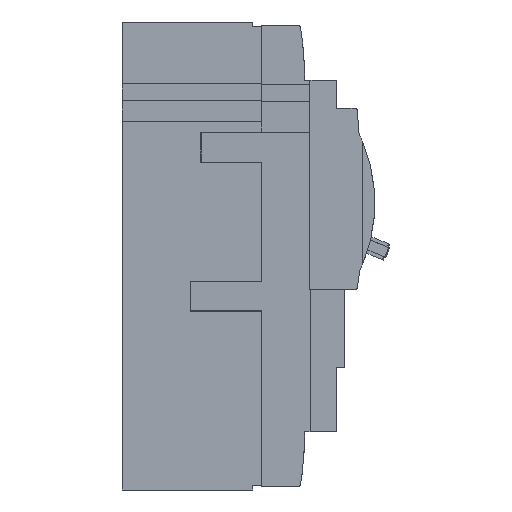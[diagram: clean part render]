
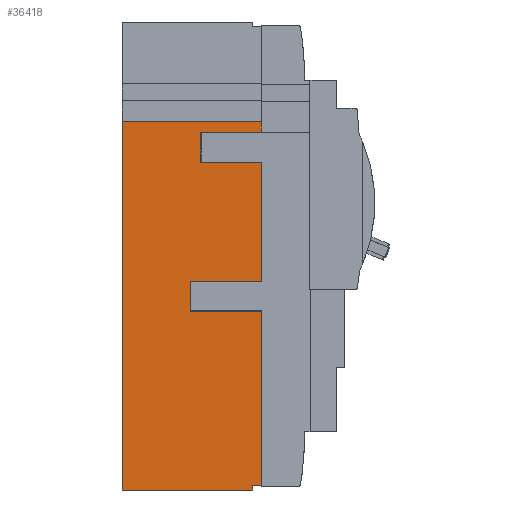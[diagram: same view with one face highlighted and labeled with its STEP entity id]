
A CAD part, left-side view. The second image highlights one B-rep face of the part: STEP entity #36418.
In plain terms, the highlighted planar face has unit normal (-1, 0, 0).
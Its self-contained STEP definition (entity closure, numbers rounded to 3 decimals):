
#13724=VERTEX_POINT('',#40537);
#14972=VERTEX_POINT('',#41893);
#15452=VERTEX_POINT('',#42418);
#16314=EDGE_CURVE('',#28426,#16640,#43365,.T.);
#16520=VERTEX_POINT('',#43589);
#16640=VERTEX_POINT('',#43721);
#17024=EDGE_CURVE('',#30016,#35950,#44138,.T.);
#18080=VERTEX_POINT('',#45291);
#19100=VERTEX_POINT('',#46424);
#19646=EDGE_CURVE('',#26898,#14972,#47008,.T.);
#21108=EDGE_CURVE('',#24930,#18080,#48613,.T.);
#23566=EDGE_CURVE('',#13724,#36050,#51339,.T.);
#24186=EDGE_CURVE('',#13724,#28426,#52022,.T.);
#24930=VERTEX_POINT('',#52842);
#25436=EDGE_CURVE('',#37958,#36050,#53381,.T.);
#26898=VERTEX_POINT('',#54989);
#27098=EDGE_CURVE('',#26898,#16520,#55206,.T.);
#28426=VERTEX_POINT('',#56657);
#29684=EDGE_CURVE('',#30016,#19100,#58038,.T.);
#30016=VERTEX_POINT('',#58403);
#31206=EDGE_CURVE('',#16520,#15452,#59713,.T.);
#31610=EDGE_CURVE('',#18080,#15452,#60153,.T.);
#34816=EDGE_CURVE('',#16640,#35950,#63661,.T.);
#35362=EDGE_CURVE('',#14972,#37958,#64259,.T.);
#35950=VERTEX_POINT('',#64908);
#36050=VERTEX_POINT('',#65014);
#36418=ADVANCED_FACE('',(#65418),#65419,.F.);
#37378=EDGE_CURVE('',#19100,#24930,#66488,.T.);
#37958=VERTEX_POINT('',#67135);
#40537=CARTESIAN_POINT('',(-52.45,-54.,-9.705));
#41893=CARTESIAN_POINT('',(-52.45,-30.4,47.795));
#42418=CARTESIAN_POINT('',(-52.45,0.0,51.995));
#43365=LINE('',#74141,#74142);
#43589=CARTESIAN_POINT('',(-52.45,-53.999,51.995));
#43721=CARTESIAN_POINT('',(-52.45,-26.4,-21.305));
#44138=LINE('',#75240,#75241);
#45291=CARTESIAN_POINT('',(-52.45,0.0,-90.505));
#46424=CARTESIAN_POINT('',(-52.45,-50.5,-88.905));
#47008=LINE('',#79392,#79393);
#48613=LINE('',#81733,#81734);
#51339=LINE('',#85647,#85648);
#52022=LINE('',#86643,#86644);
#52842=CARTESIAN_POINT('',(-52.45,-50.5,-90.505));
#53381=LINE('',#88600,#88601);
#54989=CARTESIAN_POINT('',(-52.45,-53.999,47.795));
#55206=LINE('',#91231,#91232);
#56657=CARTESIAN_POINT('',(-52.45,-26.4,-9.705));
#58038=LINE('',#95372,#95373);
#58403=CARTESIAN_POINT('',(-52.45,-54.,-88.905));
#59713=LINE('',#97760,#97761);
#60153=LINE('',#98381,#98382);
#63661=LINE('',#103468,#103469);
#64259=LINE('',#104349,#104350);
#64908=CARTESIAN_POINT('',(-52.45,-54.,-21.305));
#65014=CARTESIAN_POINT('',(-52.45,-54.,36.195));
#65418=FACE_OUTER_BOUND('',#105996,.T.);
#65419=PLANE('',#105997);
#66488=LINE('',#107532,#107533);
#67135=CARTESIAN_POINT('',(-52.45,-30.4,36.195));
#74141=CARTESIAN_POINT('',(-52.45,-26.4,-9.705));
#74142=VECTOR('',#115282,1.0);
#75240=CARTESIAN_POINT('',(-52.45,-54.,-43.521));
#75241=VECTOR('',#116041,1.0);
#79392=CARTESIAN_POINT('',(-52.45,-54.0,47.795));
#79393=VECTOR('',#118916,1.0);
#81733=CARTESIAN_POINT('',(-52.45,-50.5,-90.505));
#81734=VECTOR('',#120585,1.0);
#85647=CARTESIAN_POINT('',(-52.45,-54.,-3.921));
#85648=VECTOR('',#123850,1.0);
#86643=CARTESIAN_POINT('',(-52.45,-54.0,-9.705));
#86644=VECTOR('',#124614,1.0);
#88600=CARTESIAN_POINT('',(-52.45,-30.4,36.195));
#88601=VECTOR('',#125900,1.0);
#91231=CARTESIAN_POINT('',(-52.45,-53.999,26.979));
#91232=VECTOR('',#127873,1.0);
#95372=CARTESIAN_POINT('',(-52.45,-54.0,-88.905));
#95373=VECTOR('',#130810,1.0);
#97760=CARTESIAN_POINT('',(-52.45,-12.744,51.995));
#97761=VECTOR('',#132680,1.0);
#98381=CARTESIAN_POINT('',(-52.45,0.0,-90.505));
#98382=VECTOR('',#133116,1.0);
#103468=CARTESIAN_POINT('',(-52.45,-26.4,-21.305));
#103469=VECTOR('',#136863,1.0);
#104349=CARTESIAN_POINT('',(-52.45,-30.4,47.795));
#104350=VECTOR('',#137472,1.0);
#105996=EDGE_LOOP('',(#138657,#138658,#138659,#138660,#138661,#138662,#138663,#138664,#138665,#138666,#138667,#138668,#138669,#138670));
#105997=AXIS2_PLACEMENT_3D('',#138671,#138672,#138673);
#107532=CARTESIAN_POINT('',(-52.45,-50.5,-88.905));
#107533=VECTOR('',#139949,1.0);
#115282=DIRECTION('',(0.0,0.0,-1.0));
#116041=DIRECTION('',(0.0,0.0,1.0));
#118916=DIRECTION('',(0.0,1.0,0.0));
#120585=DIRECTION('',(0.0,1.0,0.0));
#123850=DIRECTION('',(0.0,0.0,1.0));
#124614=DIRECTION('',(0.0,1.0,0.0));
#125900=DIRECTION('',(0.0,-1.0,0.0));
#127873=DIRECTION('',(0.0,0.0,1.0));
#130810=DIRECTION('',(0.0,1.0,0.0));
#132680=DIRECTION('',(-0.0,1.0,0.0));
#133116=DIRECTION('',(0.0,0.0,1.0));
#136863=DIRECTION('',(0.0,-1.0,0.0));
#137472=DIRECTION('',(0.0,0.0,-1.0));
#138657=ORIENTED_EDGE('',*,*,#17024,.T.);
#138658=ORIENTED_EDGE('',*,*,#34816,.F.);
#138659=ORIENTED_EDGE('',*,*,#16314,.F.);
#138660=ORIENTED_EDGE('',*,*,#24186,.F.);
#138661=ORIENTED_EDGE('',*,*,#23566,.T.);
#138662=ORIENTED_EDGE('',*,*,#25436,.F.);
#138663=ORIENTED_EDGE('',*,*,#35362,.F.);
#138664=ORIENTED_EDGE('',*,*,#19646,.F.);
#138665=ORIENTED_EDGE('',*,*,#27098,.T.);
#138666=ORIENTED_EDGE('',*,*,#31206,.T.);
#138667=ORIENTED_EDGE('',*,*,#31610,.F.);
#138668=ORIENTED_EDGE('',*,*,#21108,.F.);
#138669=ORIENTED_EDGE('',*,*,#37378,.F.);
#138670=ORIENTED_EDGE('',*,*,#29684,.F.);
#138671=CARTESIAN_POINT('',(-52.45,-28.469,1.963));
#138672=DIRECTION('',(1.0,0.0,0.0));
#138673=DIRECTION('',(0.0,1.0,0.0));
#139949=DIRECTION('',(0.0,0.0,-1.0));
